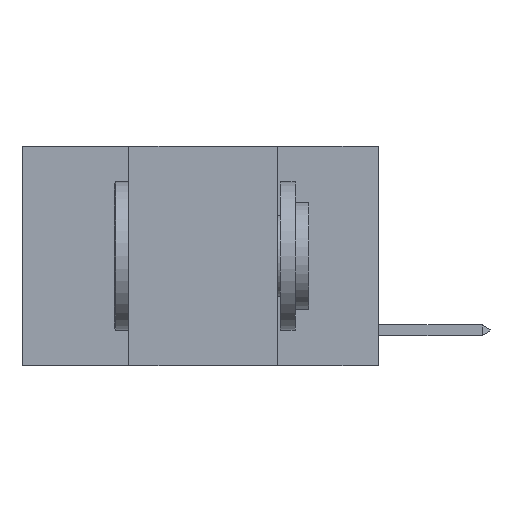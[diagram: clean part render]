
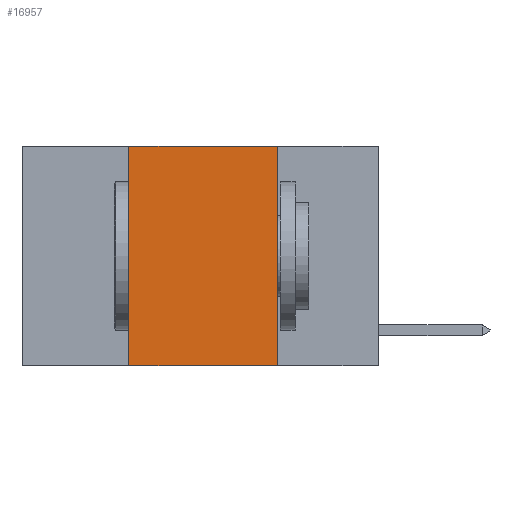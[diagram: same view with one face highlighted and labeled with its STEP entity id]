
A CAD part, left-side view. The second image highlights one B-rep face of the part: STEP entity #16957.
In plain terms, the highlighted planar face has unit normal (-1, 0, 0).
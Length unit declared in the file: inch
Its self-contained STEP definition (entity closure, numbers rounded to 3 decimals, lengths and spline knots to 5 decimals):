
#1083 = FACE_OUTER_BOUND ( 'NONE', #29453, .T. ) ;
#2662 = VERTEX_POINT ( 'NONE', #23164 ) ;
#5444 = ORIENTED_EDGE ( 'NONE', *, *, #25173, .F. ) ;
#5645 = EDGE_CURVE ( 'NONE', #24218, #13575, #6923, .T. ) ;
#5786 = CARTESIAN_POINT ( 'NONE',  ( 0., 0.17, 0. ) ) ;
#6313 = AXIS2_PLACEMENT_3D ( 'NONE', #22239, #26918, #12942 ) ;
#6318 = CARTESIAN_POINT ( 'NONE',  ( 0., 0.17, 0. ) ) ;
#6910 = ORIENTED_EDGE ( 'NONE', *, *, #20100, .T. ) ;
#6923 = LINE ( 'NONE', #21643, #18694 ) ;
#7011 = VECTOR ( 'NONE', #23226, 39.37008 ) ;
#7973 = DIRECTION ( 'NONE',  ( 0., -1., 0. ) ) ;
#8143 = DIRECTION ( 'NONE',  ( 0., 0., -1. ) ) ;
#11575 = CARTESIAN_POINT ( 'NONE',  ( 0., 0.42, 0. ) ) ;
#12484 = LINE ( 'NONE', #5786, #30378 ) ;
#12942 = DIRECTION ( 'NONE',  ( 0., 0., -1. ) ) ;
#13261 = LINE ( 'NONE', #11575, #7011 ) ;
#13331 = VECTOR ( 'NONE', #7973, 39.37008 ) ;
#13575 = VERTEX_POINT ( 'NONE', #6318 ) ;
#16957 = ADVANCED_FACE ( 'NONE', ( #1083 ), #24573, .F. ) ;
#17883 = CARTESIAN_POINT ( 'NONE',  ( 0., 0.42, -0.37 ) ) ;
#18694 = VECTOR ( 'NONE', #23967, 39.37008 ) ;
#20100 = EDGE_CURVE ( 'NONE', #26696, #2662, #25765, .T. ) ;
#21643 = CARTESIAN_POINT ( 'NONE',  ( 0., 0.6, 0. ) ) ;
#21911 = CARTESIAN_POINT ( 'NONE',  ( 0., 0.42, 0. ) ) ;
#22073 = EDGE_CURVE ( 'NONE', #26696, #24218, #13261, .T. ) ;
#22239 = CARTESIAN_POINT ( 'NONE',  ( 0., 0.6, 0. ) ) ;
#23164 = CARTESIAN_POINT ( 'NONE',  ( 0., 0.17, -0.37 ) ) ;
#23226 = DIRECTION ( 'NONE',  ( 0., 0., 1. ) ) ;
#23967 = DIRECTION ( 'NONE',  ( 0., -1., 0. ) ) ;
#24142 = ORIENTED_EDGE ( 'NONE', *, *, #5645, .F. ) ;
#24218 = VERTEX_POINT ( 'NONE', #21911 ) ;
#24573 = PLANE ( 'NONE',  #6313 ) ;
#25173 = EDGE_CURVE ( 'NONE', #13575, #2662, #12484, .T. ) ;
#25765 = LINE ( 'NONE', #26690, #13331 ) ;
#26690 = CARTESIAN_POINT ( 'NONE',  ( 0., 0.6, -0.37 ) ) ;
#26696 = VERTEX_POINT ( 'NONE', #17883 ) ;
#26918 = DIRECTION ( 'NONE',  ( 1., 0., 0. ) ) ;
#29453 = EDGE_LOOP ( 'NONE', ( #5444, #24142, #30352, #6910 ) ) ;
#30352 = ORIENTED_EDGE ( 'NONE', *, *, #22073, .F. ) ;
#30378 = VECTOR ( 'NONE', #8143, 39.37008 ) ;
